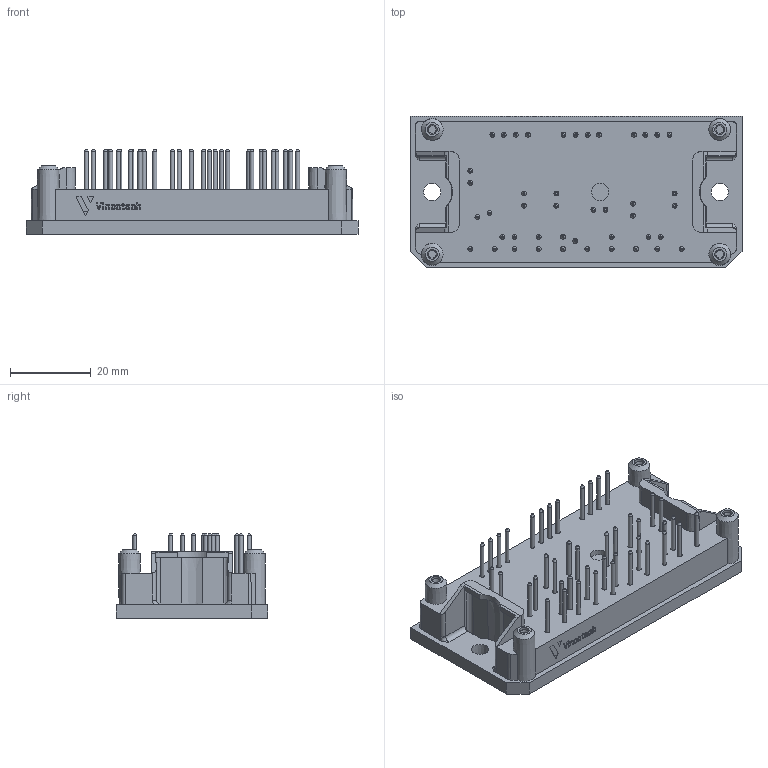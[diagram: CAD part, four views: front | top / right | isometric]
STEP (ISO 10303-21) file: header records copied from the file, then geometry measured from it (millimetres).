
FILE_DESCRIPTION(/* description */ ('Unknown'),/* implementation_level */ '2;1');
FILE_NAME(/* name */ 'Flow1-4T17W-M740(440)-02-OL',/* time_stamp */ '2022-07-13T09:30:05+02:00',/* author */ ('Unknown'),/* organization */ ('Unknown'),/* preprocessor_version */ 'ST-DEVELOPER v16.7',/* originating_system */ 'Solid Edge',/* authorisation */ 'Unknown');
FILE_SCHEMA (('AUTOMOTIVE_DESIGN {1 0 10303 214 3 1 1}'));
Length unit declared in the file: millimetre
Products named in the file (1): Flow1-4T17W-M740-OL
Bounding box: 82 x 37.4 x 21.23 mm (x, y, z)
Volume: 28797 mm3; surface area: 13258.8 mm2
Topology: 12 solids, 12 shells, 625 faces, 1554 edges, 1047 vertices
Faces by surface type: plane 310, cone 120, cylinder 111, bspline 84
Full cylindrical faces by diameter (mm): 1 x44, 1.2 x44, 2.4 x4, 4.3 x1
Entity records: 20799 total; most frequent: CARTESIAN_POINT 4638, DIRECTION 2472, ORIENTED_EDGE 2420, EDGE_CURVE 1210, EDGE_LOOP 930, FACE_BOUND 930, AXIS2_PLACEMENT_3D 920, VERTEX_POINT 902
